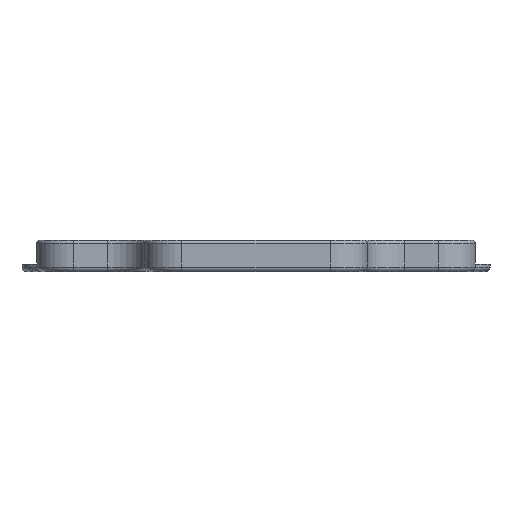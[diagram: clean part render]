
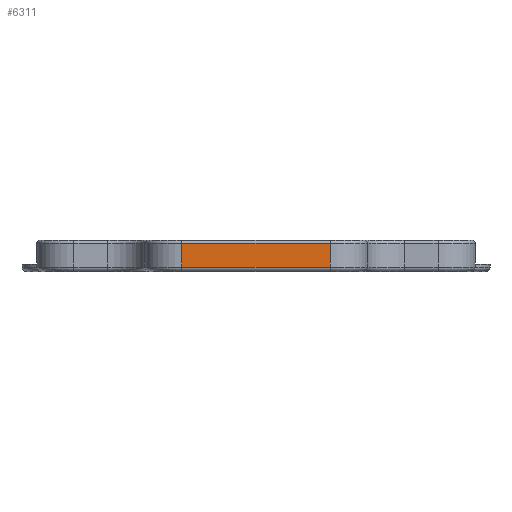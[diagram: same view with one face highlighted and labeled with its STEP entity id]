
A CAD part, front view. The second image highlights one B-rep face of the part: STEP entity #6311.
In plain terms, the highlighted planar face has unit normal (0, -1, 0).
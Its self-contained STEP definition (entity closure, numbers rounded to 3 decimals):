
#2536 = VERTEX_POINT('',#2537);
#2537 = CARTESIAN_POINT('',(-50.,-154.7,3.));
#2563 = VERTEX_POINT('',#2564);
#2564 = CARTESIAN_POINT('',(50.,-154.7,3.));
#2590 = EDGE_CURVE('',#2563,#2536,#2591,.T.);
#2591 = LINE('',#2592,#2593);
#2592 = CARTESIAN_POINT('',(50.,-154.7,3.));
#2593 = VECTOR('',#2594,1.);
#2594 = DIRECTION('',(-1.,-0.,-0.));
#4577 = VERTEX_POINT('',#4578);
#4578 = CARTESIAN_POINT('',(-50.,-154.7,19.));
#4660 = EDGE_CURVE('',#4577,#4661,#4663,.T.);
#4661 = VERTEX_POINT('',#4662);
#4662 = CARTESIAN_POINT('',(50.,-154.7,19.));
#4663 = LINE('',#4664,#4665);
#4664 = CARTESIAN_POINT('',(-50.,-154.7,19.));
#4665 = VECTOR('',#4666,1.);
#4666 = DIRECTION('',(1.,0.,0.));
#6283 = EDGE_CURVE('',#2536,#4577,#6284,.T.);
#6284 = LINE('',#6285,#6286);
#6285 = CARTESIAN_POINT('',(-50.,-154.7,0.));
#6286 = VECTOR('',#6287,1.);
#6287 = DIRECTION('',(0.,0.,1.));
#6298 = EDGE_CURVE('',#2563,#4661,#6299,.T.);
#6299 = LINE('',#6300,#6301);
#6300 = CARTESIAN_POINT('',(50.,-154.7,0.));
#6301 = VECTOR('',#6302,1.);
#6302 = DIRECTION('',(0.,0.,1.));
#6311 = ADVANCED_FACE('',(#6312),#6318,.F.);
#6312 = FACE_BOUND('',#6313,.F.);
#6313 = EDGE_LOOP('',(#6314,#6315,#6316,#6317));
#6314 = ORIENTED_EDGE('',*,*,#6283,.T.);
#6315 = ORIENTED_EDGE('',*,*,#4660,.T.);
#6316 = ORIENTED_EDGE('',*,*,#6298,.F.);
#6317 = ORIENTED_EDGE('',*,*,#2590,.T.);
#6318 = PLANE('',#6319);
#6319 = AXIS2_PLACEMENT_3D('',#6320,#6321,#6322);
#6320 = CARTESIAN_POINT('',(-50.,-154.7,0.));
#6321 = DIRECTION('',(0.,1.,0.));
#6322 = DIRECTION('',(1.,0.,0.));
